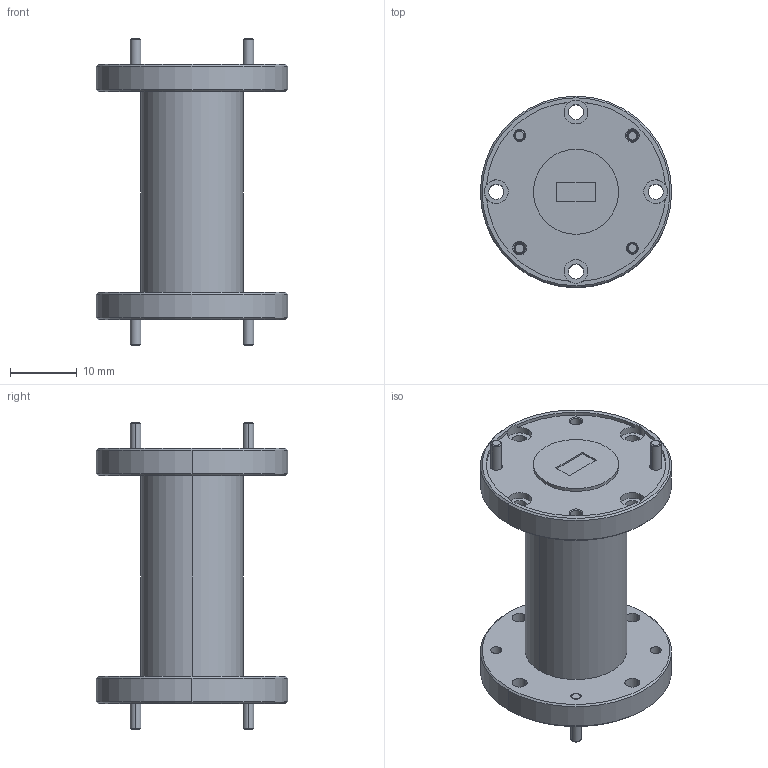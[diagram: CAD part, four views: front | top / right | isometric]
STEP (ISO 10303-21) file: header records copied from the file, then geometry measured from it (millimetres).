
FILE_DESCRIPTION (( 'STEP AP214' ), '1' );
FILE_NAME ('WT-QC-250-A.STEP', '2022-09-30T18:48:48', ( '' ), ( '' ), 'SwSTEP 2.0', 'SolidWorks 2021', '' );
FILE_SCHEMA (( 'AUTOMOTIVE_DESIGN' ));
Length unit declared in the file: inch
Products named in the file (1): WT-QC-250-A
Bounding box: 28.57 x 28.57 x 45.85 mm (x, y, z)
Volume: 10050.3 mm3; surface area: 4897.6 mm2
Topology: 5 solids, 5 shells, 148 faces, 350 edges, 220 vertices
Faces by surface type: cylinder 74, cone 40, plane 26, bspline 8
Entity records: 6732 total; most frequent: CARTESIAN_POINT 1143, DIRECTION 820, ORIENTED_EDGE 700, EDGE_CURVE 350, AXIS2_PLACEMENT_3D 345, VERTEX_POINT 220, CIRCLE 204, EDGE_LOOP 188
